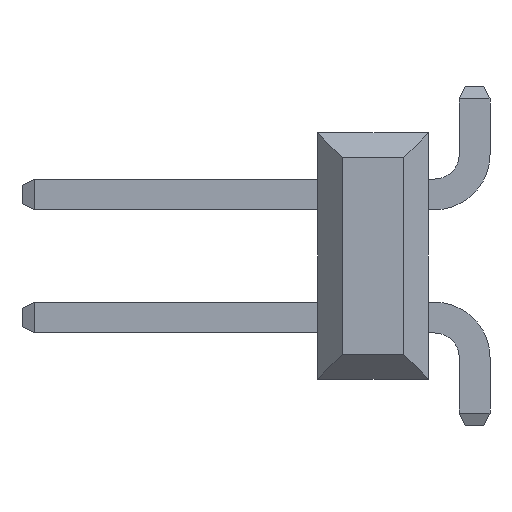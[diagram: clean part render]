
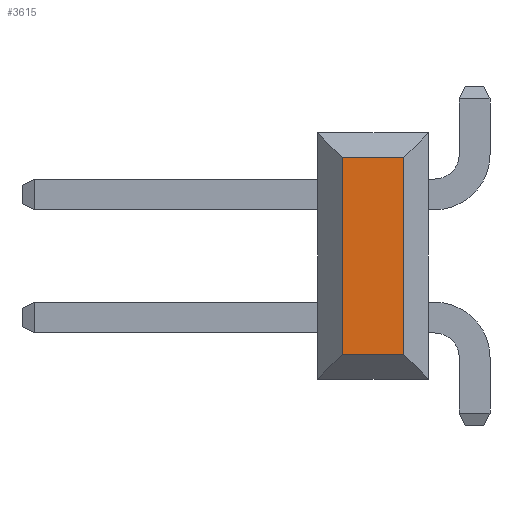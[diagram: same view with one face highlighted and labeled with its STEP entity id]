
A CAD part, left-side view. The second image highlights one B-rep face of the part: STEP entity #3615.
In plain terms, the highlighted planar face has unit normal (-1, 0, 0).
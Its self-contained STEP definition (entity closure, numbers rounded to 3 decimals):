
#90 = PLANE('',#91);
#91 = AXIS2_PLACEMENT_3D('',#92,#93,#94);
#92 = CARTESIAN_POINT('',(-5.08,1.143,-2.032));
#93 = DIRECTION('',(0.707,0.,0.707));
#94 = DIRECTION('',(0.,-1.,0.));
#698 = PLANE('',#699);
#699 = AXIS2_PLACEMENT_3D('',#700,#701,#702);
#700 = CARTESIAN_POINT('',(-4.572,1.143,-2.54));
#701 = DIRECTION('',(-0.707,0.707,0.));
#702 = DIRECTION('',(0.,0.,1.));
#1922 = PLANE('',#1923);
#1923 = AXIS2_PLACEMENT_3D('',#1924,#1925,#1926);
#1924 = CARTESIAN_POINT('',(-4.572,1.143,2.54));
#1925 = DIRECTION('',(0.707,0.,-0.707));
#1926 = DIRECTION('',(0.,-1.,0.));
#2441 = PLANE('',#2442);
#2442 = AXIS2_PLACEMENT_3D('',#2443,#2444,#2445);
#2443 = CARTESIAN_POINT('',(-5.08,-0.635,-2.54));
#2444 = DIRECTION('',(-0.707,-0.707,0.));
#2445 = DIRECTION('',(-0.707,0.707,0.));
#3544 = VERTEX_POINT('',#3545);
#3545 = CARTESIAN_POINT('',(-5.08,-0.635,-2.032));
#3568 = VERTEX_POINT('',#3569);
#3569 = CARTESIAN_POINT('',(-5.08,-0.635,2.032));
#3590 = EDGE_CURVE('',#3544,#3568,#3591,.T.);
#3591 = SURFACE_CURVE('',#3592,(#3596,#3603),.PCURVE_S1.);
#3592 = LINE('',#3593,#3594);
#3593 = CARTESIAN_POINT('',(-5.08,-0.635,-2.032));
#3594 = VECTOR('',#3595,1.);
#3595 = DIRECTION('',(0.,0.,1.));
#3596 = PCURVE('',#2441,#3597);
#3597 = DEFINITIONAL_REPRESENTATION('',(#3598),#3602);
#3598 = LINE('',#3599,#3600);
#3599 = CARTESIAN_POINT('',(0.,-0.508));
#3600 = VECTOR('',#3601,1.);
#3601 = DIRECTION('',(0.,-1.));
#3602 = ( GEOMETRIC_REPRESENTATION_CONTEXT(2) 
PARAMETRIC_REPRESENTATION_CONTEXT() REPRESENTATION_CONTEXT('2D SPACE',''
  ) );
#3603 = PCURVE('',#3604,#3609);
#3604 = PLANE('',#3605);
#3605 = AXIS2_PLACEMENT_3D('',#3606,#3607,#3608);
#3606 = CARTESIAN_POINT('',(-5.08,0.635,-2.54));
#3607 = DIRECTION('',(-1.,0.,0.));
#3608 = DIRECTION('',(0.,0.,1.));
#3609 = DEFINITIONAL_REPRESENTATION('',(#3610),#3614);
#3610 = LINE('',#3611,#3612);
#3611 = CARTESIAN_POINT('',(0.508,-1.27));
#3612 = VECTOR('',#3613,1.);
#3613 = DIRECTION('',(1.,0.));
#3614 = ( GEOMETRIC_REPRESENTATION_CONTEXT(2) 
PARAMETRIC_REPRESENTATION_CONTEXT() REPRESENTATION_CONTEXT('2D SPACE',''
  ) );
#3615 = ADVANCED_FACE('',(#3616),#3604,.T.);
#3616 = FACE_BOUND('',#3617,.T.);
#3617 = EDGE_LOOP('',(#3618,#3641,#3642,#3665));
#3618 = ORIENTED_EDGE('',*,*,#3619,.T.);
#3619 = EDGE_CURVE('',#3620,#3544,#3622,.T.);
#3620 = VERTEX_POINT('',#3621);
#3621 = CARTESIAN_POINT('',(-5.08,0.635,-2.032));
#3622 = SURFACE_CURVE('',#3623,(#3627,#3634),.PCURVE_S1.);
#3623 = LINE('',#3624,#3625);
#3624 = CARTESIAN_POINT('',(-5.08,0.635,-2.032));
#3625 = VECTOR('',#3626,1.);
#3626 = DIRECTION('',(0.,-1.,0.));
#3627 = PCURVE('',#3604,#3628);
#3628 = DEFINITIONAL_REPRESENTATION('',(#3629),#3633);
#3629 = LINE('',#3630,#3631);
#3630 = CARTESIAN_POINT('',(0.508,0.));
#3631 = VECTOR('',#3632,1.);
#3632 = DIRECTION('',(0.,-1.));
#3633 = ( GEOMETRIC_REPRESENTATION_CONTEXT(2) 
PARAMETRIC_REPRESENTATION_CONTEXT() REPRESENTATION_CONTEXT('2D SPACE',''
  ) );
#3634 = PCURVE('',#90,#3635);
#3635 = DEFINITIONAL_REPRESENTATION('',(#3636),#3640);
#3636 = LINE('',#3637,#3638);
#3637 = CARTESIAN_POINT('',(0.508,0.));
#3638 = VECTOR('',#3639,1.);
#3639 = DIRECTION('',(1.,0.));
#3640 = ( GEOMETRIC_REPRESENTATION_CONTEXT(2) 
PARAMETRIC_REPRESENTATION_CONTEXT() REPRESENTATION_CONTEXT('2D SPACE',''
  ) );
#3641 = ORIENTED_EDGE('',*,*,#3590,.T.);
#3642 = ORIENTED_EDGE('',*,*,#3643,.F.);
#3643 = EDGE_CURVE('',#3644,#3568,#3646,.T.);
#3644 = VERTEX_POINT('',#3645);
#3645 = CARTESIAN_POINT('',(-5.08,0.635,2.032));
#3646 = SURFACE_CURVE('',#3647,(#3651,#3658),.PCURVE_S1.);
#3647 = LINE('',#3648,#3649);
#3648 = CARTESIAN_POINT('',(-5.08,0.635,2.032));
#3649 = VECTOR('',#3650,1.);
#3650 = DIRECTION('',(0.,-1.,0.));
#3651 = PCURVE('',#3604,#3652);
#3652 = DEFINITIONAL_REPRESENTATION('',(#3653),#3657);
#3653 = LINE('',#3654,#3655);
#3654 = CARTESIAN_POINT('',(4.572,0.));
#3655 = VECTOR('',#3656,1.);
#3656 = DIRECTION('',(0.,-1.));
#3657 = ( GEOMETRIC_REPRESENTATION_CONTEXT(2) 
PARAMETRIC_REPRESENTATION_CONTEXT() REPRESENTATION_CONTEXT('2D SPACE',''
  ) );
#3658 = PCURVE('',#1922,#3659);
#3659 = DEFINITIONAL_REPRESENTATION('',(#3660),#3664);
#3660 = LINE('',#3661,#3662);
#3661 = CARTESIAN_POINT('',(0.508,0.718));
#3662 = VECTOR('',#3663,1.);
#3663 = DIRECTION('',(1.,0.));
#3664 = ( GEOMETRIC_REPRESENTATION_CONTEXT(2) 
PARAMETRIC_REPRESENTATION_CONTEXT() REPRESENTATION_CONTEXT('2D SPACE',''
  ) );
#3665 = ORIENTED_EDGE('',*,*,#3666,.F.);
#3666 = EDGE_CURVE('',#3620,#3644,#3667,.T.);
#3667 = SURFACE_CURVE('',#3668,(#3672,#3679),.PCURVE_S1.);
#3668 = LINE('',#3669,#3670);
#3669 = CARTESIAN_POINT('',(-5.08,0.635,-2.032));
#3670 = VECTOR('',#3671,1.);
#3671 = DIRECTION('',(0.,0.,1.));
#3672 = PCURVE('',#3604,#3673);
#3673 = DEFINITIONAL_REPRESENTATION('',(#3674),#3678);
#3674 = LINE('',#3675,#3676);
#3675 = CARTESIAN_POINT('',(0.508,0.));
#3676 = VECTOR('',#3677,1.);
#3677 = DIRECTION('',(1.,0.));
#3678 = ( GEOMETRIC_REPRESENTATION_CONTEXT(2) 
PARAMETRIC_REPRESENTATION_CONTEXT() REPRESENTATION_CONTEXT('2D SPACE',''
  ) );
#3679 = PCURVE('',#698,#3680);
#3680 = DEFINITIONAL_REPRESENTATION('',(#3681),#3685);
#3681 = LINE('',#3682,#3683);
#3682 = CARTESIAN_POINT('',(0.508,-0.718));
#3683 = VECTOR('',#3684,1.);
#3684 = DIRECTION('',(1.,0.));
#3685 = ( GEOMETRIC_REPRESENTATION_CONTEXT(2) 
PARAMETRIC_REPRESENTATION_CONTEXT() REPRESENTATION_CONTEXT('2D SPACE',''
  ) );
